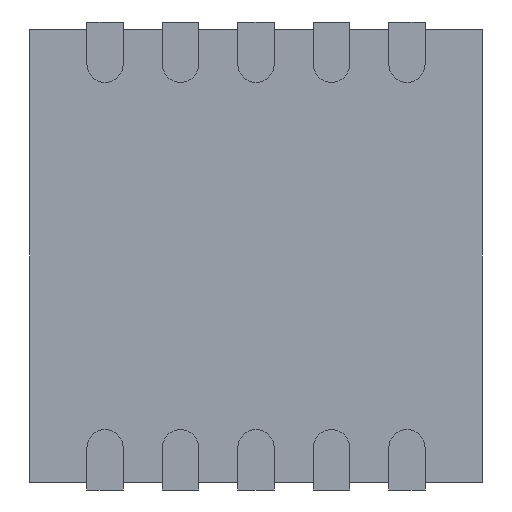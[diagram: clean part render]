
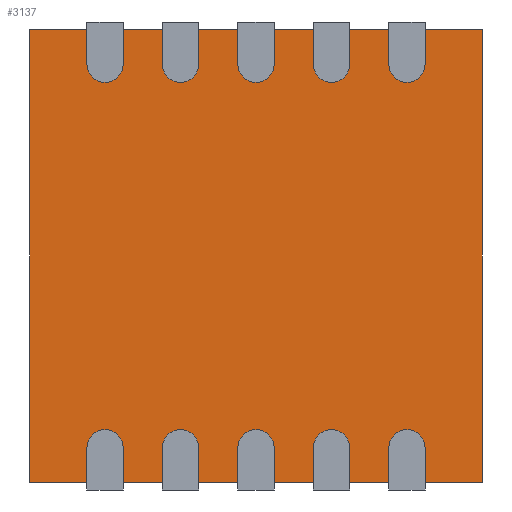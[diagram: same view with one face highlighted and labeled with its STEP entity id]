
A CAD part, front view. The second image highlights one B-rep face of the part: STEP entity #3137.
In plain terms, the highlighted planar face has unit normal (0, -1, 0).
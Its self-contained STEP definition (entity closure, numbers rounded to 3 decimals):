
#2980 = CARTESIAN_POINT ( 'NONE',  ( -1.5, 0.05, -1.5 ) ) ;
#2981 = VERTEX_POINT ( 'NONE', #2980 ) ;
#2982 = CARTESIAN_POINT ( 'NONE',  ( -1.5, 0.05, 1.5 ) ) ;
#2983 = VERTEX_POINT ( 'NONE', #2982 ) ;
#2984 = CARTESIAN_POINT ( 'NONE',  ( -1.5, 0.05, 1.5 ) ) ;
#2985 = DIRECTION ( 'NONE',  ( 0., 0., 1. ) ) ;
#2986 = VECTOR ( 'NONE', #2985, 1000. ) ;
#2987 = LINE ( 'NONE', #2984, #2986 ) ;
#2988 = EDGE_CURVE ( 'NONE', #2981, #2983, #2987, .T. ) ;
#3020 = CARTESIAN_POINT ( 'NONE',  ( 1.5, 0.05, 1.5 ) ) ;
#3021 = VERTEX_POINT ( 'NONE', #3020 ) ;
#3022 = CARTESIAN_POINT ( 'NONE',  ( 1.5, 0.05, 1.5 ) ) ;
#3023 = DIRECTION ( 'NONE',  ( 1., 0., 0. ) ) ;
#3024 = VECTOR ( 'NONE', #3023, 1000. ) ;
#3025 = LINE ( 'NONE', #3022, #3024 ) ;
#3026 = EDGE_CURVE ( 'NONE', #2983, #3021, #3025, .T. ) ;
#3051 = CARTESIAN_POINT ( 'NONE',  ( 1.5, 0.05, -1.5 ) ) ;
#3052 = VERTEX_POINT ( 'NONE', #3051 ) ;
#3053 = CARTESIAN_POINT ( 'NONE',  ( 1.5, 0.05, 1.5 ) ) ;
#3054 = DIRECTION ( 'NONE',  ( 0., 0., -1. ) ) ;
#3055 = VECTOR ( 'NONE', #3054, 1000. ) ;
#3056 = LINE ( 'NONE', #3053, #3055 ) ;
#3057 = EDGE_CURVE ( 'NONE', #3021, #3052, #3056, .T. ) ;
#3082 = CARTESIAN_POINT ( 'NONE',  ( 1.5, 0.05, -1.5 ) ) ;
#3083 = DIRECTION ( 'NONE',  ( -1., 0., 0. ) ) ;
#3084 = VECTOR ( 'NONE', #3083, 1000. ) ;
#3085 = LINE ( 'NONE', #3082, #3084 ) ;
#3086 = EDGE_CURVE ( 'NONE', #3052, #2981, #3085, .T. ) ;
#3126 = ORIENTED_EDGE ( 'NONE', *, *, #2988, .F. ) ;
#3127 = ORIENTED_EDGE ( 'NONE', *, *, #3086, .F. ) ;
#3128 = ORIENTED_EDGE ( 'NONE', *, *, #3057, .F. ) ;
#3129 = ORIENTED_EDGE ( 'NONE', *, *, #3026, .F. ) ;
#3130 = EDGE_LOOP ( 'NONE', ( #3126, #3127, #3128, #3129 ) ) ;
#3131 = FACE_OUTER_BOUND ( 'NONE', #3130, .T. ) ;
#3132 = CARTESIAN_POINT ( 'NONE',  ( 0., 0.05, 0. ) ) ;
#3133 = DIRECTION ( 'NONE',  ( 0., 1., 0. ) ) ;
#3134 = DIRECTION ( 'NONE',  ( 0., 0., 1. ) ) ;
#3135 = AXIS2_PLACEMENT_3D ( 'NONE', #3132, #3133, #3134 ) ;
#3136 = PLANE ( 'NONE', #3135 ) ;
#3137 = ADVANCED_FACE ( 'NONE', ( #3131 ), #3136, .F. ) ;
